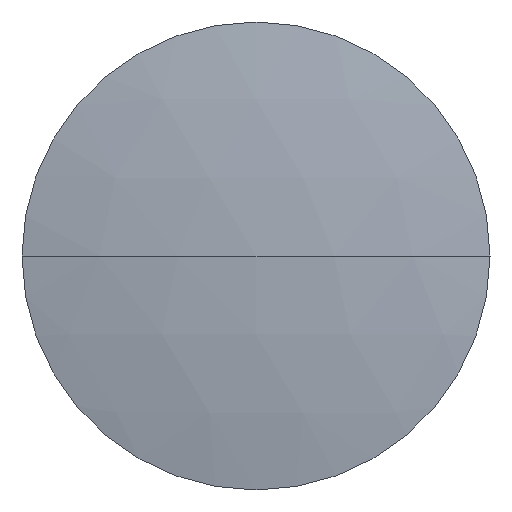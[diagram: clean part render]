
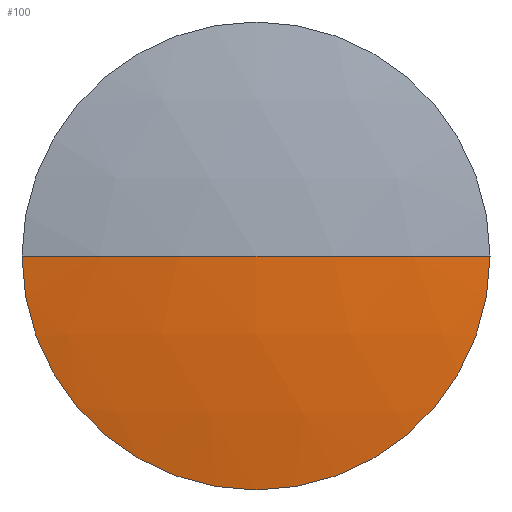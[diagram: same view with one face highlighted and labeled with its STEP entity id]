
A CAD part, left-side view. The second image highlights one B-rep face of the part: STEP entity #100.
In plain terms, the highlighted spherical face has radius 135.608 mm.
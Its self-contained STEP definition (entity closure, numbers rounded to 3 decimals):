
#7 = CARTESIAN_POINT ( 'NONE',  ( 171.416, 97.232, 0. ) ) ;
#8 = CARTESIAN_POINT ( 'NONE',  ( 171.416, 97.232, -25.4 ) ) ;
#39 = ORIENTED_EDGE ( 'NONE', *, *, #232, .T. ) ;
#58 = EDGE_CURVE ( 'NONE', #233, #90, #312, .T. ) ;
#61 = CIRCLE ( 'NONE', #322, 135.608 ) ;
#62 = DIRECTION ( 'NONE',  ( 0., 0., 1. ) ) ;
#67 = DIRECTION ( 'NONE',  ( 0., 1., 0. ) ) ;
#81 = ORIENTED_EDGE ( 'NONE', *, *, #164, .T. ) ;
#90 = VERTEX_POINT ( 'NONE', #270 ) ;
#96 = VERTEX_POINT ( 'NONE', #8 ) ;
#97 = DIRECTION ( 'NONE',  ( 0., 0., 1. ) ) ;
#100 = ADVANCED_FACE ( 'NONE', ( #269 ), #147, .T. ) ;
#102 = CARTESIAN_POINT ( 'NONE',  ( 171.416, 71.832, 0. ) ) ;
#116 = CARTESIAN_POINT ( 'NONE',  ( 304.624, 97.232, 0. ) ) ;
#126 = DIRECTION ( 'NONE',  ( -1., 0., 0. ) ) ;
#134 = AXIS2_PLACEMENT_3D ( 'NONE', #279, #126, #97 ) ;
#147 = SPHERICAL_SURFACE ( 'NONE', #280, 135.608 ) ;
#154 = CIRCLE ( 'NONE', #234, 25.4 ) ;
#160 = ORIENTED_EDGE ( 'NONE', *, *, #227, .F. ) ;
#162 = DIRECTION ( 'NONE',  ( -1., 0., 0. ) ) ;
#164 = EDGE_CURVE ( 'NONE', #299, #96, #243, .T. ) ;
#185 = DIRECTION ( 'NONE',  ( 1., 0., 0. ) ) ;
#188 = CARTESIAN_POINT ( 'NONE',  ( 171.416, 122.632, 0. ) ) ;
#189 = DIRECTION ( 'NONE',  ( 0., 1., 0. ) ) ;
#191 = DIRECTION ( 'NONE',  ( 0., 0., -1. ) ) ;
#197 = DIRECTION ( 'NONE',  ( 0., 0., -1. ) ) ;
#214 = CARTESIAN_POINT ( 'NONE',  ( 304.624, 97.232, 0. ) ) ;
#221 = EDGE_LOOP ( 'NONE', ( #81, #39, #328, #160 ) ) ;
#227 = EDGE_CURVE ( 'NONE', #299, #90, #61, .T. ) ;
#232 = EDGE_CURVE ( 'NONE', #96, #233, #154, .T. ) ;
#233 = VERTEX_POINT ( 'NONE', #102 ) ;
#234 = AXIS2_PLACEMENT_3D ( 'NONE', #7, #162, #62 ) ;
#239 = DIRECTION ( 'NONE',  ( 0., 0., 1. ) ) ;
#243 = CIRCLE ( 'NONE', #134, 25.4 ) ;
#269 = FACE_OUTER_BOUND ( 'NONE', #221, .T. ) ;
#270 = CARTESIAN_POINT ( 'NONE',  ( 169.016, 97.232, 0. ) ) ;
#279 = CARTESIAN_POINT ( 'NONE',  ( 171.416, 97.232, 0. ) ) ;
#280 = AXIS2_PLACEMENT_3D ( 'NONE', #306, #197, #67 ) ;
#299 = VERTEX_POINT ( 'NONE', #188 ) ;
#306 = CARTESIAN_POINT ( 'NONE',  ( 304.624, 97.232, 0. ) ) ;
#312 = CIRCLE ( 'NONE', #334, 135.608 ) ;
#322 = AXIS2_PLACEMENT_3D ( 'NONE', #214, #239, #185 ) ;
#328 = ORIENTED_EDGE ( 'NONE', *, *, #58, .T. ) ;
#334 = AXIS2_PLACEMENT_3D ( 'NONE', #116, #191, #189 ) ;
